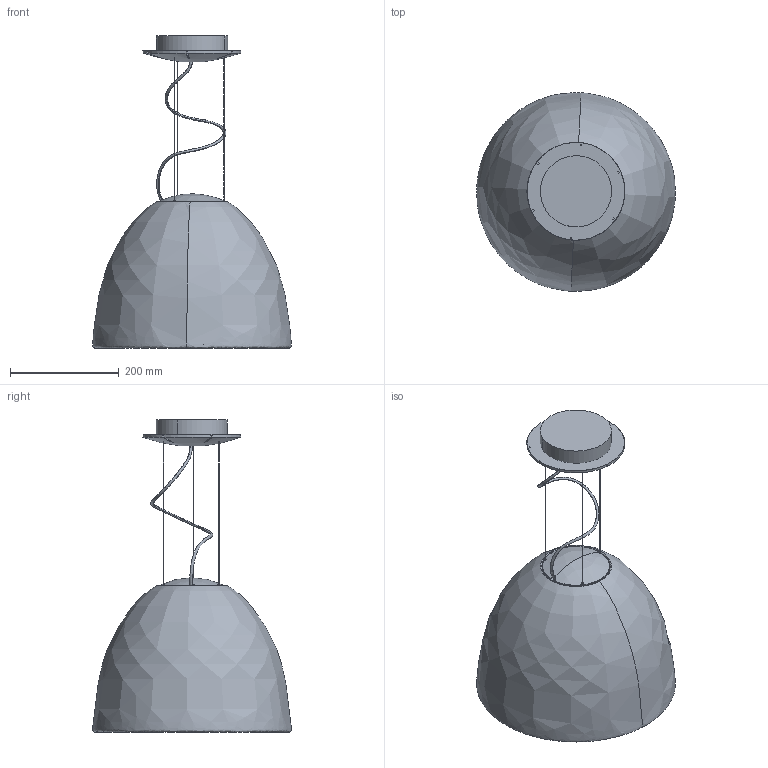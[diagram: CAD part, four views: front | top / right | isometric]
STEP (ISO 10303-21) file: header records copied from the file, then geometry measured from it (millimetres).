
FILE_DESCRIPTION(/* description */ (''),/* implementation_level */ '2;1');
FILE_NAME(/* name */ 'Nur_Gloss_Mini_3D',/* time_stamp */ '2011-11-07T11:09:48+01:00',/* author */ (''),/* organization */ (''),/* preprocessor_version */ 'ST-DEVELOPER v10',/* originating_system */ '',/* authorisation */ '');
FILE_SCHEMA (('CONFIG_CONTROL_DESIGN'));
Length unit declared in the file: millimetre
Products named in the file (1): 1
Bounding box: 365.46 x 365.38 x 573.9 mm (x, y, z)
Volume: 381060.9 mm3; surface area: 529550.7 mm2
Topology: 1 solids, 11 shells, 73 faces, 296 edges, 230 vertices
Faces by surface type: bspline 73
Entity records: 4642 total; most frequent: CARTESIAN_POINT 3109, ORIENTED_EDGE 447, EDGE_CURVE 292, VERTEX_POINT 230, B_SPLINE_CURVE_WITH_KNOTS 201, EDGE_LOOP 75, ADVANCED_FACE 73, FACE_OUTER_BOUND 73
